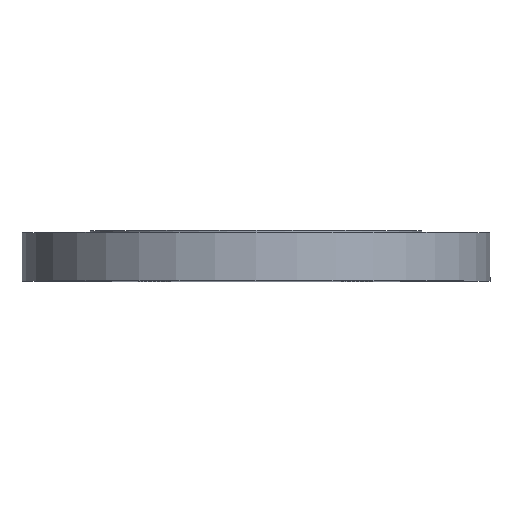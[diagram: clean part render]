
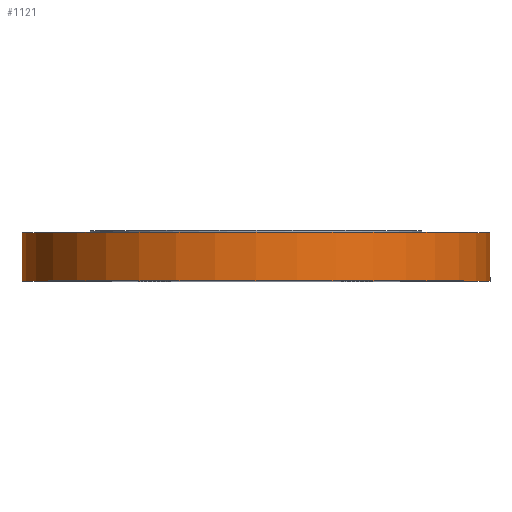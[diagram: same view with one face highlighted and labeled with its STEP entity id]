
A CAD part, top view. The second image highlights one B-rep face of the part: STEP entity #1121.
In plain terms, the highlighted cylindrical face has radius 190.5 mm (diameter 381 mm), a partial arc.
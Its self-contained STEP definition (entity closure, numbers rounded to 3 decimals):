
#48 = CARTESIAN_POINT ( 'NONE',  ( 190.5, 100.481, 0. ) ) ;
#139 = VECTOR ( 'NONE', #628, 1000. ) ;
#166 = AXIS2_PLACEMENT_3D ( 'NONE', #1032, #679, #1110 ) ;
#243 = CARTESIAN_POINT ( 'NONE',  ( 0., 39.5, 0. ) ) ;
#271 = VERTEX_POINT ( 'NONE', #910 ) ;
#300 = AXIS2_PLACEMENT_3D ( 'NONE', #479, #1102, #1025 ) ;
#353 = CARTESIAN_POINT ( 'NONE',  ( -190.5, 100.481, 0. ) ) ;
#356 = CIRCLE ( 'NONE', #1012, 190.5 ) ;
#385 = LINE ( 'NONE', #48, #832 ) ;
#395 = EDGE_CURVE ( 'NONE', #747, #618, #385, .T. ) ;
#409 = CYLINDRICAL_SURFACE ( 'NONE', #166, 190.5 ) ;
#457 = LINE ( 'NONE', #353, #139 ) ;
#473 = ORIENTED_EDGE ( 'NONE', *, *, #395, .T. ) ;
#479 = CARTESIAN_POINT ( 'NONE',  ( 0., 0., 0. ) ) ;
#512 = EDGE_CURVE ( 'NONE', #742, #618, #356, .T. ) ;
#583 = FACE_OUTER_BOUND ( 'NONE', #1088, .T. ) ;
#618 = VERTEX_POINT ( 'NONE', #639 ) ;
#628 = DIRECTION ( 'NONE',  ( 0., 1., 0. ) ) ;
#639 = CARTESIAN_POINT ( 'NONE',  ( 190.5, 39.5, 0. ) ) ;
#654 = CARTESIAN_POINT ( 'NONE',  ( 190.5, 0., 0. ) ) ;
#679 = DIRECTION ( 'NONE',  ( 0., 1., 0. ) ) ;
#681 = DIRECTION ( 'NONE',  ( -1., 0., 0. ) ) ;
#703 = ORIENTED_EDGE ( 'NONE', *, *, #1001, .F. ) ;
#742 = VERTEX_POINT ( 'NONE', #1085 ) ;
#747 = VERTEX_POINT ( 'NONE', #654 ) ;
#754 = CIRCLE ( 'NONE', #300, 190.5 ) ;
#773 = DIRECTION ( 'NONE',  ( 0., 1., 0. ) ) ;
#822 = ORIENTED_EDGE ( 'NONE', *, *, #838, .T. ) ;
#832 = VECTOR ( 'NONE', #1026, 1000. ) ;
#838 = EDGE_CURVE ( 'NONE', #271, #747, #754, .T. ) ;
#910 = CARTESIAN_POINT ( 'NONE',  ( -190.5, 0., 0. ) ) ;
#1001 = EDGE_CURVE ( 'NONE', #271, #742, #457, .T. ) ;
#1012 = AXIS2_PLACEMENT_3D ( 'NONE', #243, #773, #681 ) ;
#1025 = DIRECTION ( 'NONE',  ( -1., 0., 0. ) ) ;
#1026 = DIRECTION ( 'NONE',  ( 0., 1., 0. ) ) ;
#1032 = CARTESIAN_POINT ( 'NONE',  ( 0., 100.481, 0. ) ) ;
#1085 = CARTESIAN_POINT ( 'NONE',  ( -190.5, 39.5, 0. ) ) ;
#1088 = EDGE_LOOP ( 'NONE', ( #822, #473, #1134, #703 ) ) ;
#1102 = DIRECTION ( 'NONE',  ( 0., 1., 0. ) ) ;
#1110 = DIRECTION ( 'NONE',  ( -1., 0., 0. ) ) ;
#1121 = ADVANCED_FACE ( 'NONE', ( #583 ), #409, .T. ) ;
#1134 = ORIENTED_EDGE ( 'NONE', *, *, #512, .F. ) ;
